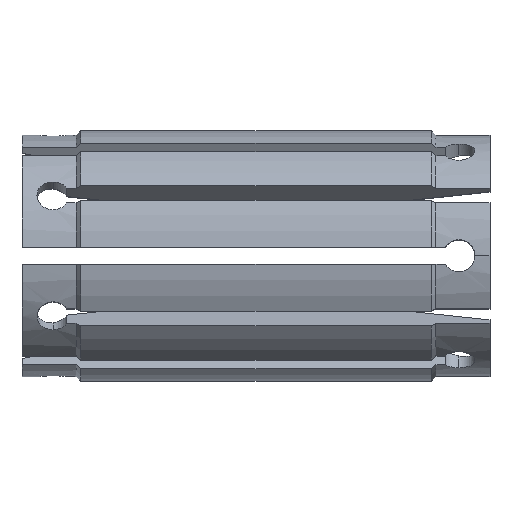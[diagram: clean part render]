
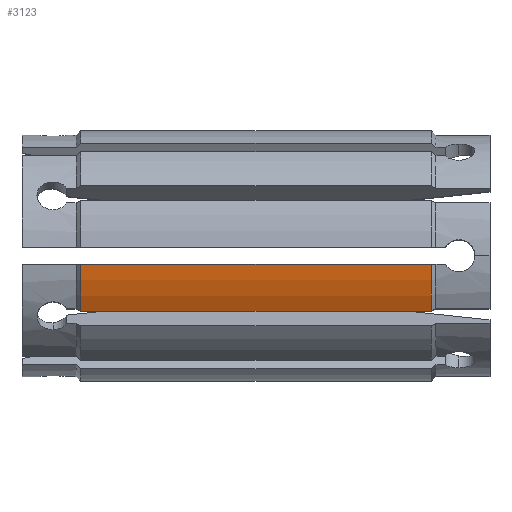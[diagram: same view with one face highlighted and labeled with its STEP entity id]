
A CAD part, top view. The second image highlights one B-rep face of the part: STEP entity #3123.
In plain terms, the highlighted cylindrical face has radius 23.622 mm (diameter 47.244 mm), a partial arc.
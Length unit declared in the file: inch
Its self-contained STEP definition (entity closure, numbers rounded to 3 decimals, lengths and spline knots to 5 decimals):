
#48 = LINE ( 'NONE', #3800, #2331 ) ;
#224 = AXIS2_PLACEMENT_3D ( 'NONE', #2540, #593, #3746 ) ;
#244 = DIRECTION ( 'NONE',  ( 0., 0., 1. ) ) ;
#348 = DIRECTION ( 'NONE',  ( 0., 0., 1. ) ) ;
#403 = VERTEX_POINT ( 'NONE', #2755 ) ;
#593 = DIRECTION ( 'NONE',  ( -1., 0., 0. ) ) ;
#801 = ORIENTED_EDGE ( 'NONE', *, *, #4638, .T. ) ;
#1139 = DIRECTION ( 'NONE',  ( 1., 0., 0. ) ) ;
#1153 = FACE_OUTER_BOUND ( 'NONE', #3507, .T. ) ;
#1461 = EDGE_CURVE ( 'NONE', #403, #5129, #5846, .T. ) ;
#2012 = CARTESIAN_POINT ( 'NONE',  ( -1.2975, -0.0625, 0.9279 ) ) ;
#2179 = AXIS2_PLACEMENT_3D ( 'NONE', #4570, #4597, #348 ) ;
#2331 = VECTOR ( 'NONE', #4222, 39.37008 ) ;
#2411 = ORIENTED_EDGE ( 'NONE', *, *, #1461, .T. ) ;
#2434 = AXIS2_PLACEMENT_3D ( 'NONE', #3621, #5859, #244 ) ;
#2460 = CARTESIAN_POINT ( 'NONE',  ( 0., -0.40982, 0.83483 ) ) ;
#2507 = CARTESIAN_POINT ( 'NONE',  ( 1.2975, -0.0625, 0.9279 ) ) ;
#2540 = CARTESIAN_POINT ( 'NONE',  ( 1.2975, 0., 0. ) ) ;
#2561 = CARTESIAN_POINT ( 'NONE',  ( 1.2975, -0.40982, 0.83483 ) ) ;
#2755 = CARTESIAN_POINT ( 'NONE',  ( -1.2975, -0.40982, 0.83483 ) ) ;
#2946 = ORIENTED_EDGE ( 'NONE', *, *, #5226, .F. ) ;
#3071 = CYLINDRICAL_SURFACE ( 'NONE', #2434, 0.93 ) ;
#3123 = ADVANCED_FACE ( 'NONE', ( #1153 ), #3071, .T. ) ;
#3507 = EDGE_LOOP ( 'NONE', ( #5317, #2411, #801, #2946 ) ) ;
#3621 = CARTESIAN_POINT ( 'NONE',  ( 0., 0., 0. ) ) ;
#3746 = DIRECTION ( 'NONE',  ( 0., 0., 1. ) ) ;
#3800 = CARTESIAN_POINT ( 'NONE',  ( 0., -0.0625, 0.9279 ) ) ;
#4222 = DIRECTION ( 'NONE',  ( 1., 0., 0. ) ) ;
#4334 = CIRCLE ( 'NONE', #224, 0.93 ) ;
#4533 = CIRCLE ( 'NONE', #2179, 0.93 ) ;
#4570 = CARTESIAN_POINT ( 'NONE',  ( -1.2975, 0., 0. ) ) ;
#4597 = DIRECTION ( 'NONE',  ( -1., 0., 0. ) ) ;
#4611 = VECTOR ( 'NONE', #1139, 39.37008 ) ;
#4638 = EDGE_CURVE ( 'NONE', #5129, #5765, #4334, .T. ) ;
#4914 = EDGE_CURVE ( 'NONE', #403, #5299, #4533, .T. ) ;
#5129 = VERTEX_POINT ( 'NONE', #2561 ) ;
#5226 = EDGE_CURVE ( 'NONE', #5299, #5765, #48, .T. ) ;
#5299 = VERTEX_POINT ( 'NONE', #2012 ) ;
#5317 = ORIENTED_EDGE ( 'NONE', *, *, #4914, .F. ) ;
#5765 = VERTEX_POINT ( 'NONE', #2507 ) ;
#5846 = LINE ( 'NONE', #2460, #4611 ) ;
#5859 = DIRECTION ( 'NONE',  ( -1., 0., 0. ) ) ;
